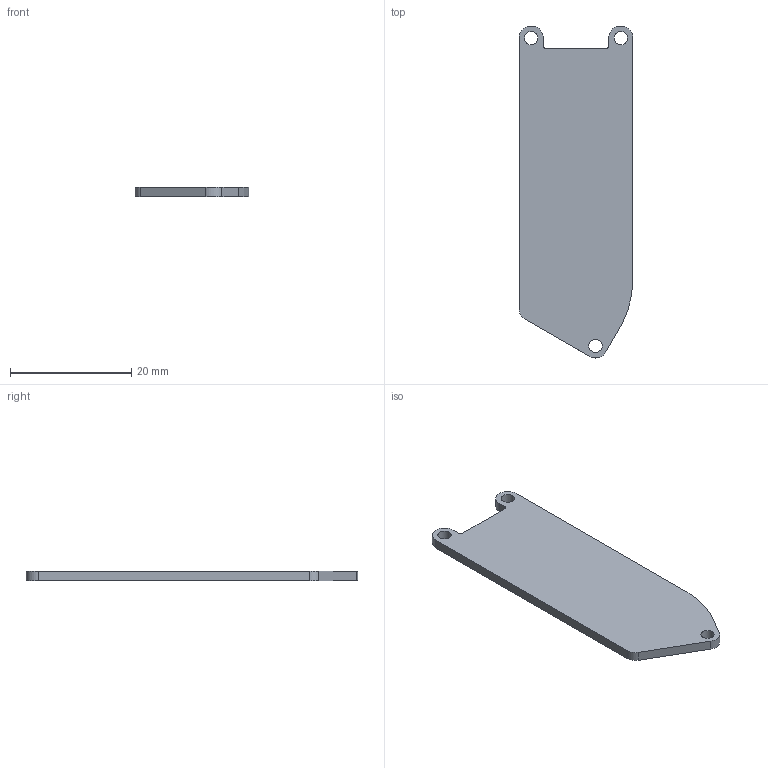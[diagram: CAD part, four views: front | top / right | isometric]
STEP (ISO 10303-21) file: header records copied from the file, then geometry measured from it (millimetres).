
FILE_DESCRIPTION(('KiCad electronic assembly'),'2;1');
FILE_NAME('swoop-mx-plate-cover.step','2022-09-10T11:17:16',('Pcbnew'),( 'Kicad'),'Open CASCADE STEP processor 7.5','KiCad to STEP converter' ,'Unknown');
FILE_SCHEMA(('AUTOMOTIVE_DESIGN { 1 0 10303 214 1 1 1 1 }'));
Length unit declared in the file: millimetre
Products named in the file (2): swoop-mx-plate-cover 1; swoop-mx-plate-cover PCB
Assembly tree (1 placements, depth 2):
  swoop-mx-plate-cover 1
    swoop-mx-plate-cover PCB
Bounding box: 18.78 x 54.78 x 1.6 mm (x, y, z)
Volume: 1452.5 mm3; surface area: 2075 mm2
Topology: 1 solids, 1 shells, 21 faces, 57 edges, 38 vertices
Faces by surface type: cylinder 12, plane 9
Full cylindrical faces by diameter (mm): 2.2 x3
Entity records: 1475 total; most frequent: DIRECTION 241, CARTESIAN_POINT 232, LINE 123, VECTOR 123, ORIENTED_EDGE 114, PCURVE 114, DEFINITIONAL_REPRESENTATION 114, EDGE_CURVE 57
